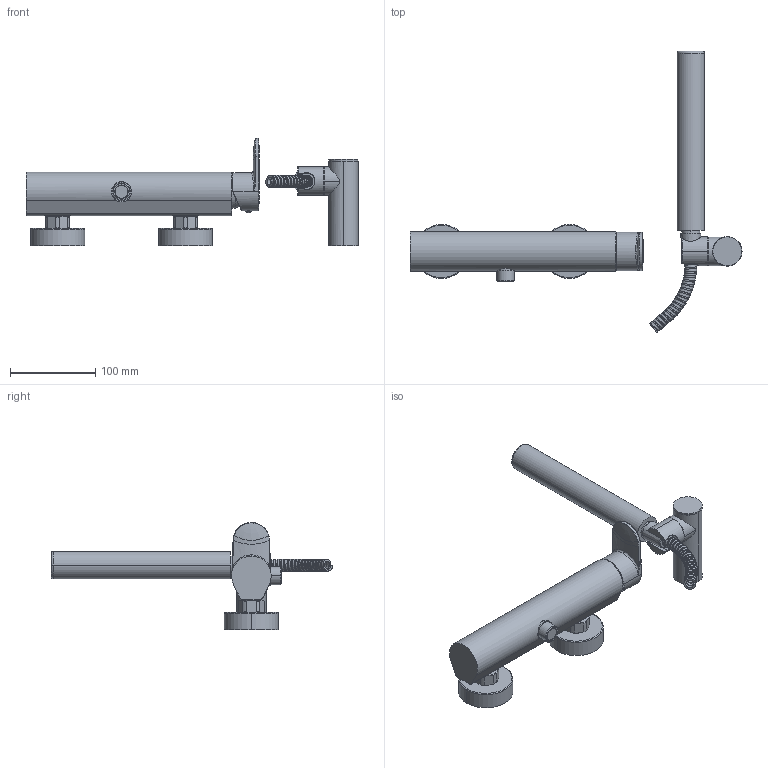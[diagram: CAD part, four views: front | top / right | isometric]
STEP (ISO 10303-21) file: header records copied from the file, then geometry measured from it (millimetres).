
FILE_DESCRIPTION((''),'2;1');
FILE_NAME('CA168DCR','2021-01-13T13:17:48',('ut3'),('PAFFONI SpA'),'CREO PARAMETRIC BY PTC INC, 2020044','CREO PARAMETRIC BY PTC INC, 2020044','');
FILE_SCHEMA(('CONFIG_CONTROL_DESIGN','SHAPE_APPEARANCE_LAYERS_GROUPS'));
Length unit declared in the file: millimetre
Products named in the file (1): CA168DCR
Bounding box: 389.25 x 329.8 x 125.5 mm (x, y, z)
Volume: 654425.6 mm3; surface area: 180927.1 mm2
Topology: 3 solids, 3 shells, 612 faces, 1413 edges, 839 vertices
Faces by surface type: cylinder 189, plane 175, bspline 124, cone 61, torus 39, sphere 24
Entity records: 52078 total; most frequent: CARTESIAN_POINT 34728, ORIENTED_EDGE 2816, DIRECTION 2543, EDGE_CURVE 1408, AXIS2_PLACEMENT_3D 1011, VERTEX_POINT 838, EDGE_LOOP 656, FACE_OUTER_BOUND 610
